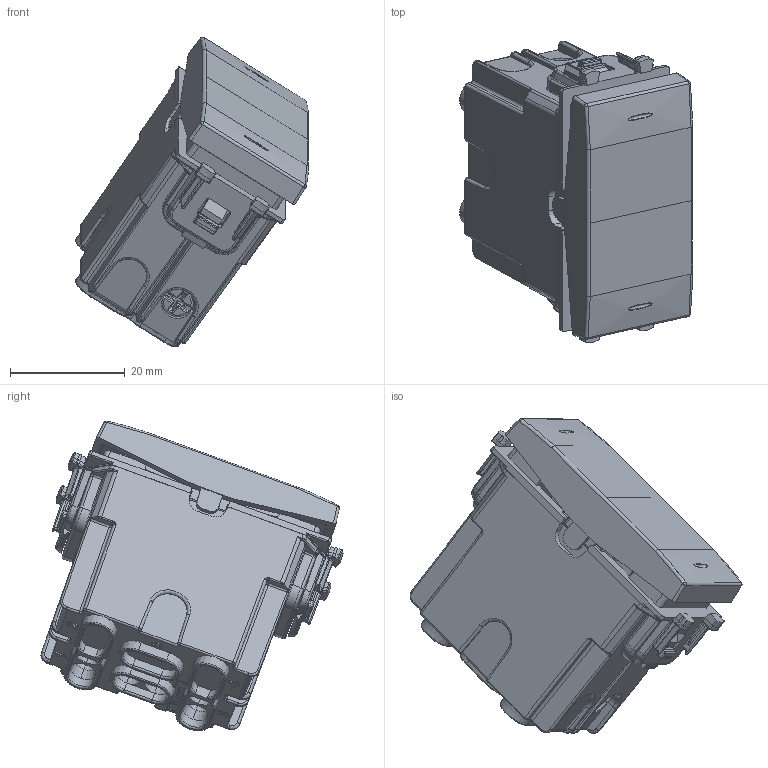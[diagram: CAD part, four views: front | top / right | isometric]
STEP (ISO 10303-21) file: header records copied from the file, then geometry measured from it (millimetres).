
FILE_DESCRIPTION(('CATIA V5 STEP Exchange'),'2;1');
FILE_NAME('441053BS.stp','2024-02-15T12:18:27+00:00',('none'),('none'),'CATIA Version 5-6 Release 2016 SP6','CATIA V5 STEP AP203','none');
FILE_SCHEMA(('CONFIG_CONTROL_DESIGN'));
Products named in the file (2): 441053BS; AS2334
Assembly tree (16 placements, depth 3):
  441053BS
    #57
    #42854  x3
    #44767  x3
    #45659
    #46531
    #49181
    #62723
    #64053
    #115697
    AS2334
      #121833
      #125439
Bounding box: 40.53 x 52.62 x 53.94 mm (x, y, z)
Volume: 17052.2 mm3; surface area: 27142.7 mm2
Topology: 19 solids, 19 shells, 3509 faces, 9260 edges, 5671 vertices
Faces by surface type: plane 1495, cylinder 1132, bspline 451, cone 179, torus 129, sphere 103, extrusion 20
Entity records: 130555 total; most frequent: CARTESIAN_POINT 59498, ORIENTED_EDGE 17330, DIRECTION 10072, EDGE_CURVE 8665, VERTEX_POINT 5379, VECTOR 4298, LINE 4278, AXIS2_PLACEMENT_3D 3504
